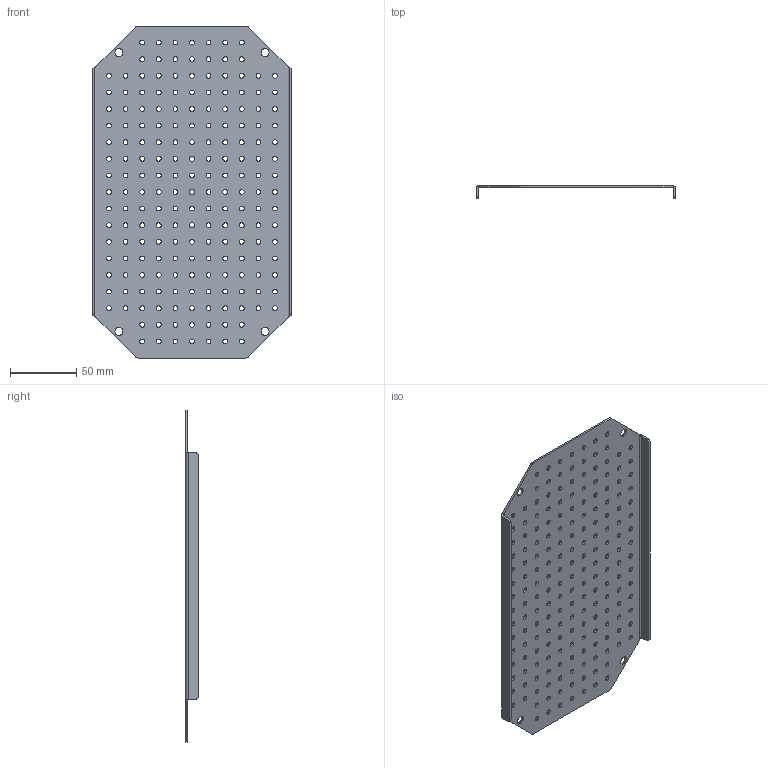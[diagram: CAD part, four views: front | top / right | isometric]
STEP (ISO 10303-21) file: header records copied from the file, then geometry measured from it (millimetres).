
FILE_DESCRIPTION (( 'STEP AP214' ), '1' );
FILE_NAME ('MPMP 3020.STEP', '2018-09-20T12:18:12', ( '' ), ( '' ), 'SwSTEP 2.0', 'SolidWorks 2017', '' );
FILE_SCHEMA (( 'AUTOMOTIVE_DESIGN' ));
Length unit declared in the file: millimetre
Products named in the file (1): MPMP 3020
Bounding box: 149.75 x 10.13 x 250 mm (x, y, z)
Volume: 54133.3 mm3; surface area: 76690.7 mm2
Topology: 1 solids, 1 shells, 432 faces, 1274 edges, 844 vertices
Faces by surface type: cylinder 406, plane 22, bspline 4
Entity records: 15752 total; most frequent: DIRECTION 2928, CARTESIAN_POINT 2643, ORIENTED_EDGE 2548, EDGE_CURVE 1274, AXIS2_PLACEMENT_3D 1241, VERTEX_POINT 844, EDGE_LOOP 826, CIRCLE 812
